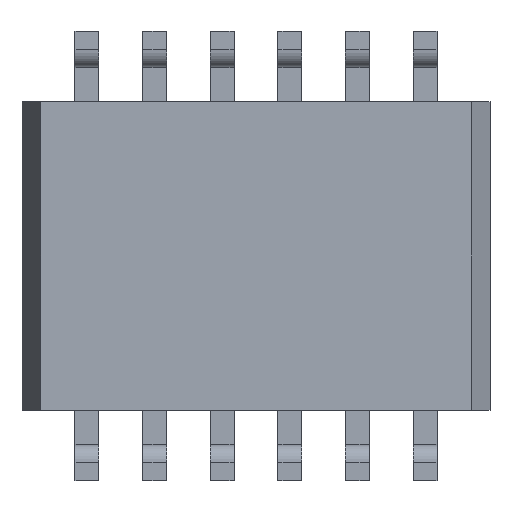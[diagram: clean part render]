
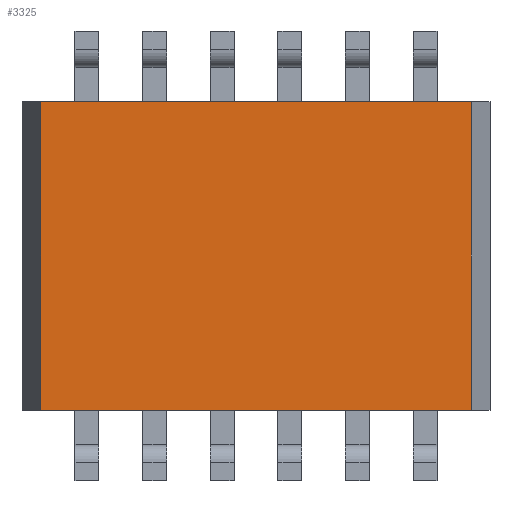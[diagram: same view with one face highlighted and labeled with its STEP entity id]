
A CAD part, front view. The second image highlights one B-rep face of the part: STEP entity #3325.
In plain terms, the highlighted planar face has unit normal (0, -1, 0).
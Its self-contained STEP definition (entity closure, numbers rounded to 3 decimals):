
#2962=CARTESIAN_POINT('',(-4.045,-0.75,2.9));
#2963=VERTEX_POINT('',#2962);
#2970=CARTESIAN_POINT('',(4.045,-0.75,2.9));
#2971=VERTEX_POINT('',#2970);
#2972=CARTESIAN_POINT('',(-4.045,-0.75,2.9));
#2973=DIRECTION('',(1.,-0.,-0.));
#2974=VECTOR('',#2973,8.091);
#2975=LINE('',#2972,#2974);
#2976=EDGE_CURVE('NONE',#2963,#2971,#2975,.T.);
#3261=CARTESIAN_POINT('',(4.045,-0.75,-2.9));
#3262=VERTEX_POINT('',#3261);
#3263=CARTESIAN_POINT('',(-4.045,-0.75,-2.9));
#3264=VERTEX_POINT('',#3263);
#3265=CARTESIAN_POINT('',(4.045,-0.75,-2.9));
#3266=DIRECTION('',(-1.,-0.,0.));
#3267=VECTOR('',#3266,8.091);
#3268=LINE('',#3265,#3267);
#3269=EDGE_CURVE('NONE',#3262,#3264,#3268,.T.);
#3304=CARTESIAN_POINT('',(-4.395,-0.75,2.9));
#3305=DIRECTION('',(0.,1.,0.));
#3306=DIRECTION('',(0.,0.,1.));
#3307=AXIS2_PLACEMENT_3D('',#3304,#3305,#3306);
#3308=PLANE('',#3307);
#3309=ORIENTED_EDGE('',*,*,#2976,.F.);
#3310=CARTESIAN_POINT('',(-4.045,-0.75,-2.9));
#3311=DIRECTION('',(0.,0.,1.));
#3312=VECTOR('',#3311,5.8);
#3313=LINE('',#3310,#3312);
#3314=EDGE_CURVE('NONE',#3264,#2963,#3313,.T.);
#3315=ORIENTED_EDGE('',*,*,#3314,.F.);
#3316=ORIENTED_EDGE('',*,*,#3269,.F.);
#3317=CARTESIAN_POINT('',(4.045,-0.75,-2.9));
#3318=DIRECTION('',(0.,0.,1.));
#3319=VECTOR('',#3318,5.8);
#3320=LINE('',#3317,#3319);
#3321=EDGE_CURVE('NONE',#3262,#2971,#3320,.T.);
#3322=ORIENTED_EDGE('',*,*,#3321,.T.);
#3323=EDGE_LOOP('',(#3309,#3315,#3316,#3322));
#3324=FACE_BOUND('',#3323,.T.);
#3325=ADVANCED_FACE('NONE',(#3324),#3308,.F.);
